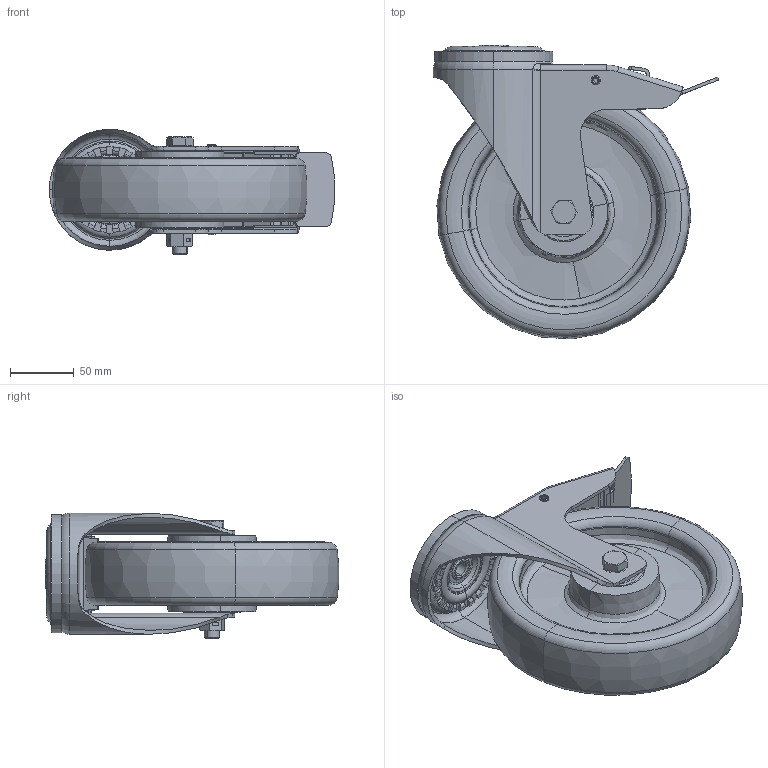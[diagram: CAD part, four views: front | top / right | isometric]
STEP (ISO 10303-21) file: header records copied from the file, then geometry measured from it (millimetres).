
FILE_DESCRIPTION (( 'STEP AP214' ), '1' );
FILE_NAME ('0055702.step', '2023-11-17T08:48:43', ( '' ), ( '' ), 'SwSTEP 2.0', 'SolidWorks 2020', '' );
FILE_SCHEMA (( 'AUTOMOTIVE_DESIGN' ));
Length unit declared in the file: millimetre
Products named in the file (1): 0055702
Bounding box: 224.14 x 230.6 x 98.5 mm (x, y, z)
Volume: 1197227.6 mm3; surface area: 387620.7 mm2
Topology: 30 solids, 31 shells, 1328 faces, 3256 edges, 1989 vertices
Faces by surface type: plane 486, cylinder 332, torus 243, cone 151, bspline 78, sphere 38
Entity records: 60490 total; most frequent: CARTESIAN_POINT 14299, DIRECTION 6866, ORIENTED_EDGE 6416, EDGE_CURVE 3208, AXIS2_PLACEMENT_3D 2765, VERTEX_POINT 1965, CIRCLE 1514, EDGE_LOOP 1415
